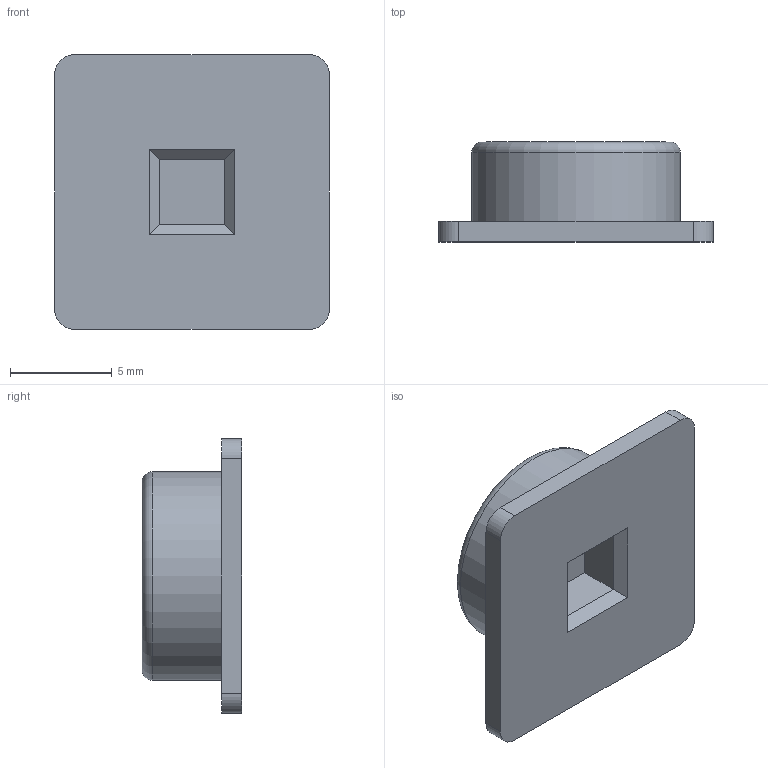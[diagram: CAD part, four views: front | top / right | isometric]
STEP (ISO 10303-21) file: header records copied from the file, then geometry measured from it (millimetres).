
FILE_DESCRIPTION(/* description */ (''),/* implementation_level */ '2;1');
FILE_NAME(/* name */ 'Button AB v5.step',/* time_stamp */ '2018-06-16T15:50:12-07:00',/* author */ ('dkonigsberg'),/* organization */ (''),/* preprocessor_version */ 'ST-DEVELOPER v17',/* originating_system */ 'Autodesk Translation Framework v7.1.0.215',/* authorisation */ '');
FILE_SCHEMA (('AUTOMOTIVE_DESIGN { 1 0 10303 214 3 1 1 }'));
Length unit declared in the file: millimetre
Products named in the file (1): Button AB
Bounding box: 13.5 x 4.91 x 13.5 mm (x, y, z)
Volume: 461.9 mm3; surface area: 562.9 mm2
Topology: 1 solids, 1 shells, 22 faces, 54 edges, 35 vertices
Faces by surface type: plane 15, cylinder 5, torus 1, bspline 1
Full cylindrical faces by diameter (mm): 10.25 x1
Entity records: 700 total; most frequent: CARTESIAN_POINT 137, DIRECTION 113, ORIENTED_EDGE 106, EDGE_CURVE 53, AXIS2_PLACEMENT_3D 38, LINE 37, VECTOR 37, VERTEX_POINT 35
